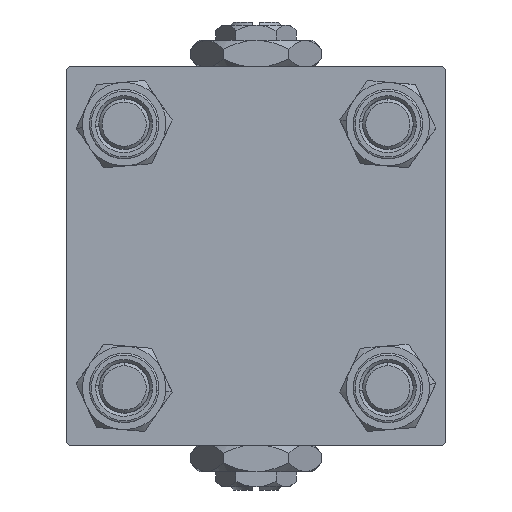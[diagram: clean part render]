
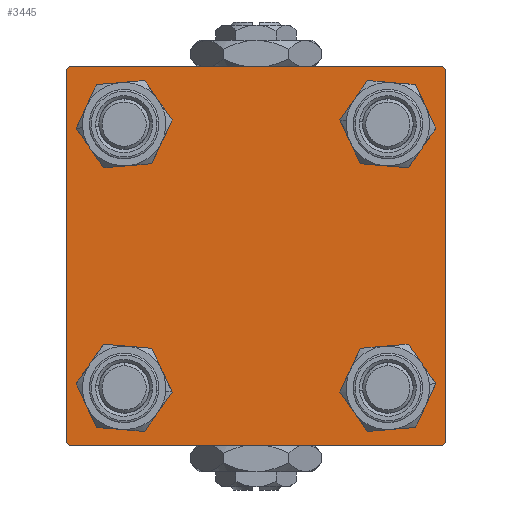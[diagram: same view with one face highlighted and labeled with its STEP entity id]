
A CAD part, left-side view. The second image highlights one B-rep face of the part: STEP entity #3445.
In plain terms, the highlighted planar face has unit normal (-1, 0, 0).
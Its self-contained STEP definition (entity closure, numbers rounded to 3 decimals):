
#284 = ORIENTED_EDGE ( 'NONE', *, *, #18421, .T. ) ;
#887 = DIRECTION ( 'NONE',  ( 1., 0., 0. ) ) ;
#1062 = VECTOR ( 'NONE', #50083, 1000. ) ;
#1710 = ORIENTED_EDGE ( 'NONE', *, *, #6227, .T. ) ;
#2539 = ORIENTED_EDGE ( 'NONE', *, *, #15927, .T. ) ;
#3111 = VERTEX_POINT ( 'NONE', #53775 ) ;
#3445 = ADVANCED_FACE ( 'NONE', ( #4913, #9421, #36497, #31989, #22665 ), #4311, .T. ) ;
#3811 = CARTESIAN_POINT ( 'NONE',  ( 0., 20.85, -20.85 ) ) ;
#4109 = VERTEX_POINT ( 'NONE', #44962 ) ;
#4311 = PLANE ( 'NONE',  #22626 ) ;
#4913 = FACE_BOUND ( 'NONE', #33467, .T. ) ;
#5007 = DIRECTION ( 'NONE',  ( 0., 0., 1. ) ) ;
#5178 = EDGE_CURVE ( 'NONE', #28485, #5225, #54307, .T. ) ;
#5225 = VERTEX_POINT ( 'NONE', #27867 ) ;
#5475 = CARTESIAN_POINT ( 'NONE',  ( 0., -20.85, 20.85 ) ) ;
#6128 = DIRECTION ( 'NONE',  ( 0., 0.707, -0.707 ) ) ;
#6227 = EDGE_CURVE ( 'NONE', #10257, #4109, #51817, .T. ) ;
#7111 = EDGE_CURVE ( 'NONE', #34619, #3111, #8692, .T. ) ;
#7207 = CARTESIAN_POINT ( 'NONE',  ( 0., 30., 30. ) ) ;
#8283 = EDGE_CURVE ( 'NONE', #12972, #34619, #43138, .T. ) ;
#8692 = LINE ( 'NONE', #9300, #56288 ) ;
#8842 = LINE ( 'NONE', #16501, #1062 ) ;
#9300 = CARTESIAN_POINT ( 'NONE',  ( 0., 30., 30. ) ) ;
#9421 = FACE_BOUND ( 'NONE', #31684, .T. ) ;
#9700 = CARTESIAN_POINT ( 'NONE',  ( 0., 0., 0. ) ) ;
#10257 = VERTEX_POINT ( 'NONE', #50635 ) ;
#10339 = ORIENTED_EDGE ( 'NONE', *, *, #35484, .T. ) ;
#10784 = VERTEX_POINT ( 'NONE', #52953 ) ;
#10795 = ORIENTED_EDGE ( 'NONE', *, *, #8283, .T. ) ;
#11009 = AXIS2_PLACEMENT_3D ( 'NONE', #51437, #887, #38187 ) ;
#11321 = DIRECTION ( 'NONE',  ( 1., 0., 0. ) ) ;
#12019 = AXIS2_PLACEMENT_3D ( 'NONE', #3811, #45935, #5007 ) ;
#12908 = EDGE_CURVE ( 'NONE', #4109, #57307, #42426, .T. ) ;
#12972 = VERTEX_POINT ( 'NONE', #37918 ) ;
#14620 = ORIENTED_EDGE ( 'NONE', *, *, #21448, .T. ) ;
#15094 = CIRCLE ( 'NONE', #35224, 4.5 ) ;
#15572 = DIRECTION ( 'NONE',  ( 0., 0., 1. ) ) ;
#15927 = EDGE_CURVE ( 'NONE', #22597, #21784, #51937, .T. ) ;
#16437 = CIRCLE ( 'NONE', #50049, 4.5 ) ;
#16501 = CARTESIAN_POINT ( 'NONE',  ( 0., -29.75, 29.75 ) ) ;
#17072 = ORIENTED_EDGE ( 'NONE', *, *, #7111, .T. ) ;
#18144 = CARTESIAN_POINT ( 'NONE',  ( 0., -20.85, -16.35 ) ) ;
#18168 = VERTEX_POINT ( 'NONE', #23454 ) ;
#18421 = EDGE_CURVE ( 'NONE', #32504, #10784, #46235, .T. ) ;
#18491 = LINE ( 'NONE', #40759, #36639 ) ;
#18688 = AXIS2_PLACEMENT_3D ( 'NONE', #28204, #55625, #15572 ) ;
#20061 = EDGE_LOOP ( 'NONE', ( #49771, #10339 ) ) ;
#21448 = EDGE_CURVE ( 'NONE', #48883, #47037, #8842, .T. ) ;
#21527 = VECTOR ( 'NONE', #53569, 1000. ) ;
#21784 = VERTEX_POINT ( 'NONE', #53088 ) ;
#21818 = CARTESIAN_POINT ( 'NONE',  ( 0., 20.85, 20.85 ) ) ;
#22530 = EDGE_CURVE ( 'NONE', #48629, #18168, #16437, .T. ) ;
#22597 = VERTEX_POINT ( 'NONE', #29380 ) ;
#22626 = AXIS2_PLACEMENT_3D ( 'NONE', #9700, #40713, #54593 ) ;
#22665 = FACE_OUTER_BOUND ( 'NONE', #32916, .T. ) ;
#22741 = EDGE_CURVE ( 'NONE', #3111, #10257, #18491, .T. ) ;
#23454 = CARTESIAN_POINT ( 'NONE',  ( 0., -20.85, -25.35 ) ) ;
#23815 = DIRECTION ( 'NONE',  ( 0., 0., 1. ) ) ;
#26142 = DIRECTION ( 'NONE',  ( 1., 0., 0. ) ) ;
#27703 = CARTESIAN_POINT ( 'NONE',  ( 0., -30., 30. ) ) ;
#27867 = CARTESIAN_POINT ( 'NONE',  ( 0., 20.85, -25.35 ) ) ;
#27906 = CARTESIAN_POINT ( 'NONE',  ( 0., 20.85, -16.35 ) ) ;
#27933 = ORIENTED_EDGE ( 'NONE', *, *, #51770, .T. ) ;
#28204 = CARTESIAN_POINT ( 'NONE',  ( 0., 20.85, -20.85 ) ) ;
#28319 = CIRCLE ( 'NONE', #11009, 4.5 ) ;
#28485 = VERTEX_POINT ( 'NONE', #27906 ) ;
#29282 = EDGE_CURVE ( 'NONE', #48883, #57307, #46958, .T. ) ;
#29284 = CARTESIAN_POINT ( 'NONE',  ( 0., 29.75, 29.75 ) ) ;
#29380 = CARTESIAN_POINT ( 'NONE',  ( 0., 20.85, 16.35 ) ) ;
#30614 = EDGE_CURVE ( 'NONE', #12972, #47037, #34877, .T. ) ;
#31123 = DIRECTION ( 'NONE',  ( 0., 0., 1. ) ) ;
#31684 = EDGE_LOOP ( 'NONE', ( #55268, #27933 ) ) ;
#31989 = FACE_BOUND ( 'NONE', #46753, .T. ) ;
#32124 = CIRCLE ( 'NONE', #18688, 4.5 ) ;
#32345 = DIRECTION ( 'NONE',  ( 0., -0.707, -0.707 ) ) ;
#32504 = VERTEX_POINT ( 'NONE', #41135 ) ;
#32916 = EDGE_LOOP ( 'NONE', ( #17072, #40811, #1710, #39082, #51938, #14620, #42170, #10795 ) ) ;
#33467 = EDGE_LOOP ( 'NONE', ( #284, #59260 ) ) ;
#34619 = VERTEX_POINT ( 'NONE', #59515 ) ;
#34877 = LINE ( 'NONE', #7207, #21527 ) ;
#35224 = AXIS2_PLACEMENT_3D ( 'NONE', #21818, #58251, #31123 ) ;
#35484 = EDGE_CURVE ( 'NONE', #5225, #28485, #32124, .T. ) ;
#36497 = FACE_BOUND ( 'NONE', #20061, .T. ) ;
#36639 = VECTOR ( 'NONE', #32345, 1000. ) ;
#37019 = DIRECTION ( 'NONE',  ( 0., 0., -1. ) ) ;
#37045 = CARTESIAN_POINT ( 'NONE',  ( 0., 30., -30. ) ) ;
#37918 = CARTESIAN_POINT ( 'NONE',  ( 0., 29.5, 30. ) ) ;
#38187 = DIRECTION ( 'NONE',  ( 0., 0., 1. ) ) ;
#38255 = DIRECTION ( 'NONE',  ( 0., -1., 0. ) ) ;
#38709 = CARTESIAN_POINT ( 'NONE',  ( 0., -20.85, -20.85 ) ) ;
#39082 = ORIENTED_EDGE ( 'NONE', *, *, #12908, .T. ) ;
#40235 = ORIENTED_EDGE ( 'NONE', *, *, #42906, .T. ) ;
#40554 = EDGE_CURVE ( 'NONE', #10784, #32504, #47701, .T. ) ;
#40713 = DIRECTION ( 'NONE',  ( -1., 0., 0. ) ) ;
#40759 = CARTESIAN_POINT ( 'NONE',  ( 0., 29.75, -29.75 ) ) ;
#40811 = ORIENTED_EDGE ( 'NONE', *, *, #22741, .T. ) ;
#41135 = CARTESIAN_POINT ( 'NONE',  ( 0., -20.85, 25.35 ) ) ;
#41196 = DIRECTION ( 'NONE',  ( 0., 0., -1. ) ) ;
#42170 = ORIENTED_EDGE ( 'NONE', *, *, #30614, .F. ) ;
#42426 = LINE ( 'NONE', #43327, #54715 ) ;
#42906 = EDGE_CURVE ( 'NONE', #21784, #22597, #15094, .T. ) ;
#43138 = LINE ( 'NONE', #29284, #47694 ) ;
#43327 = CARTESIAN_POINT ( 'NONE',  ( 0., -29.75, -29.75 ) ) ;
#44499 = DIRECTION ( 'NONE',  ( 0., 0., 1. ) ) ;
#44962 = CARTESIAN_POINT ( 'NONE',  ( 0., -29.5, -30. ) ) ;
#45150 = AXIS2_PLACEMENT_3D ( 'NONE', #47889, #51828, #56639 ) ;
#45235 = AXIS2_PLACEMENT_3D ( 'NONE', #5475, #51209, #23815 ) ;
#45935 = DIRECTION ( 'NONE',  ( 1., 0., 0. ) ) ;
#46235 = CIRCLE ( 'NONE', #45235, 4.5 ) ;
#46753 = EDGE_LOOP ( 'NONE', ( #40235, #2539 ) ) ;
#46958 = LINE ( 'NONE', #27703, #58022 ) ;
#47037 = VERTEX_POINT ( 'NONE', #51474 ) ;
#47694 = VECTOR ( 'NONE', #6128, 1000. ) ;
#47701 = CIRCLE ( 'NONE', #49612, 4.5 ) ;
#47889 = CARTESIAN_POINT ( 'NONE',  ( 0., 20.85, 20.85 ) ) ;
#48152 = DIRECTION ( 'NONE',  ( 0., -0.707, 0.707 ) ) ;
#48629 = VERTEX_POINT ( 'NONE', #18144 ) ;
#48883 = VERTEX_POINT ( 'NONE', #52606 ) ;
#49612 = AXIS2_PLACEMENT_3D ( 'NONE', #58931, #26142, #44499 ) ;
#49771 = ORIENTED_EDGE ( 'NONE', *, *, #5178, .T. ) ;
#50049 = AXIS2_PLACEMENT_3D ( 'NONE', #38709, #11321, #56191 ) ;
#50083 = DIRECTION ( 'NONE',  ( 0., 0.707, 0.707 ) ) ;
#50635 = CARTESIAN_POINT ( 'NONE',  ( 0., 29.5, -30. ) ) ;
#51209 = DIRECTION ( 'NONE',  ( 1., 0., 0. ) ) ;
#51437 = CARTESIAN_POINT ( 'NONE',  ( 0., -20.85, -20.85 ) ) ;
#51474 = CARTESIAN_POINT ( 'NONE',  ( 0., -29.5, 30. ) ) ;
#51770 = EDGE_CURVE ( 'NONE', #18168, #48629, #28319, .T. ) ;
#51817 = LINE ( 'NONE', #37045, #55340 ) ;
#51828 = DIRECTION ( 'NONE',  ( 1., 0., 0. ) ) ;
#51937 = CIRCLE ( 'NONE', #45150, 4.5 ) ;
#51938 = ORIENTED_EDGE ( 'NONE', *, *, #29282, .F. ) ;
#52606 = CARTESIAN_POINT ( 'NONE',  ( 0., -30., 29.5 ) ) ;
#52953 = CARTESIAN_POINT ( 'NONE',  ( 0., -20.85, 16.35 ) ) ;
#53088 = CARTESIAN_POINT ( 'NONE',  ( 0., 20.85, 25.35 ) ) ;
#53569 = DIRECTION ( 'NONE',  ( 0., -1., 0. ) ) ;
#53775 = CARTESIAN_POINT ( 'NONE',  ( 0., 30., -29.5 ) ) ;
#54307 = CIRCLE ( 'NONE', #12019, 4.5 ) ;
#54593 = DIRECTION ( 'NONE',  ( 0., 0., 1. ) ) ;
#54715 = VECTOR ( 'NONE', #48152, 1000. ) ;
#55268 = ORIENTED_EDGE ( 'NONE', *, *, #22530, .T. ) ;
#55340 = VECTOR ( 'NONE', #38255, 1000. ) ;
#55625 = DIRECTION ( 'NONE',  ( 1., 0., 0. ) ) ;
#56191 = DIRECTION ( 'NONE',  ( 0., 0., 1. ) ) ;
#56288 = VECTOR ( 'NONE', #41196, 1000. ) ;
#56639 = DIRECTION ( 'NONE',  ( 0., 0., 1. ) ) ;
#57307 = VERTEX_POINT ( 'NONE', #59463 ) ;
#58022 = VECTOR ( 'NONE', #37019, 1000. ) ;
#58251 = DIRECTION ( 'NONE',  ( 1., 0., 0. ) ) ;
#58931 = CARTESIAN_POINT ( 'NONE',  ( 0., -20.85, 20.85 ) ) ;
#59260 = ORIENTED_EDGE ( 'NONE', *, *, #40554, .T. ) ;
#59463 = CARTESIAN_POINT ( 'NONE',  ( 0., -30., -29.5 ) ) ;
#59515 = CARTESIAN_POINT ( 'NONE',  ( 0., 30., 29.5 ) ) ;
